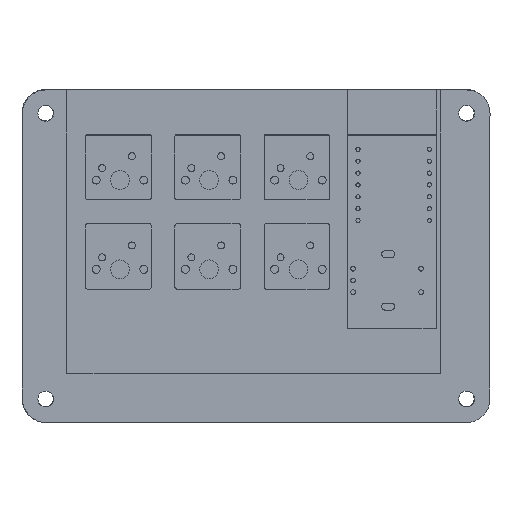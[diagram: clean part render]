
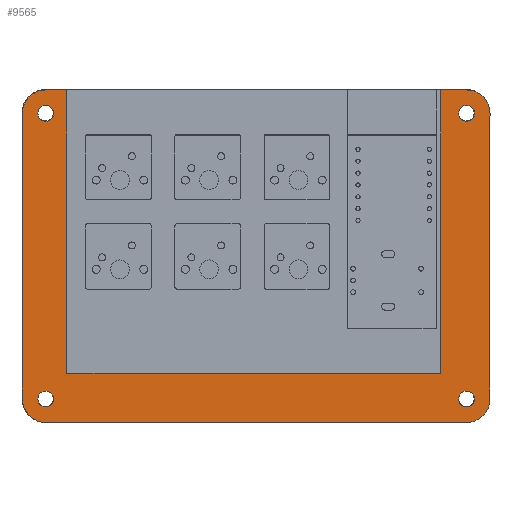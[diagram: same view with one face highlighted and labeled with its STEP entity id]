
A CAD part, top view. The second image highlights one B-rep face of the part: STEP entity #9565.
In plain terms, the highlighted planar face has unit normal (0, 0, 1).
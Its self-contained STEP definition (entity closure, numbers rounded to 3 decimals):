
#953=FACE_BOUND('',#1904,.T.);
#954=FACE_BOUND('',#1905,.T.);
#955=FACE_BOUND('',#1906,.T.);
#956=FACE_BOUND('',#1907,.T.);
#957=FACE_BOUND('',#1908,.T.);
#1103=CIRCLE('',#10218,5.);
#1136=CIRCLE('',#10254,5.);
#1137=CIRCLE('',#10257,5.);
#1138=CIRCLE('',#10259,5.);
#1139=CIRCLE('',#10262,1.7);
#1140=CIRCLE('',#10264,1.7);
#1141=CIRCLE('',#10266,1.7);
#1142=CIRCLE('',#10268,1.7);
#1272=FACE_OUTER_BOUND('',#1903,.T.);
#1903=EDGE_LOOP('',(#6871,#6872,#6873,#6874,#6875,#6876,#6877,#6878));
#1904=EDGE_LOOP('',(#6879));
#1905=EDGE_LOOP('',(#6880));
#1906=EDGE_LOOP('',(#6881));
#1907=EDGE_LOOP('',(#6882));
#1908=EDGE_LOOP('',(#6883,#6884,#6885,#6886,#6887,#6888));
#2469=LINE('',#12704,#3258);
#2503=LINE('',#12837,#3292);
#2507=LINE('',#12848,#3296);
#2514=LINE('',#12870,#3303);
#2515=LINE('',#12872,#3304);
#2516=LINE('',#12875,#3305);
#2517=LINE('',#12877,#3306);
#2518=LINE('',#12879,#3307);
#2519=LINE('',#12881,#3308);
#2520=LINE('',#12882,#3309);
#3258=VECTOR('',#10975,10.);
#3292=VECTOR('',#11079,10.);
#3296=VECTOR('',#11093,10.);
#3303=VECTOR('',#11118,10.);
#3304=VECTOR('',#11121,10.);
#3305=VECTOR('',#11124,10.);
#3306=VECTOR('',#11125,10.);
#3307=VECTOR('',#11126,10.);
#3308=VECTOR('',#11127,10.);
#3309=VECTOR('',#11128,10.);
#4088=VERTEX_POINT('',#12691);
#4089=VERTEX_POINT('',#12692);
#4093=VERTEX_POINT('',#12702);
#4155=VERTEX_POINT('',#12830);
#4156=VERTEX_POINT('',#12831);
#4157=VERTEX_POINT('',#12836);
#4158=VERTEX_POINT('',#12842);
#4159=VERTEX_POINT('',#12843);
#4160=VERTEX_POINT('',#12850);
#4161=VERTEX_POINT('',#12854);
#4162=VERTEX_POINT('',#12858);
#4163=VERTEX_POINT('',#12862);
#4164=VERTEX_POINT('',#12866);
#4165=VERTEX_POINT('',#12868);
#4166=VERTEX_POINT('',#12874);
#4167=VERTEX_POINT('',#12876);
#4168=VERTEX_POINT('',#12878);
#4169=VERTEX_POINT('',#12880);
#5117=EDGE_CURVE('',#4088,#4089,#1103,.T.);
#5123=EDGE_CURVE('',#4088,#4093,#2469,.T.);
#5186=EDGE_CURVE('',#4155,#4156,#1136,.T.);
#5189=EDGE_CURVE('',#4157,#4156,#2503,.T.);
#5191=EDGE_CURVE('',#4157,#4093,#1137,.T.);
#5192=EDGE_CURVE('',#4158,#4159,#1138,.T.);
#5195=EDGE_CURVE('',#4155,#4159,#2507,.T.);
#5196=EDGE_CURVE('',#4160,#4160,#1139,.T.);
#5199=EDGE_CURVE('',#4161,#4161,#1140,.T.);
#5201=EDGE_CURVE('',#4162,#4162,#1141,.T.);
#5202=EDGE_CURVE('',#4163,#4163,#1142,.T.);
#5206=EDGE_CURVE('',#4164,#4165,#2514,.T.);
#5207=EDGE_CURVE('',#4158,#4089,#2515,.T.);
#5208=EDGE_CURVE('',#4164,#4166,#2516,.T.);
#5209=EDGE_CURVE('',#4167,#4165,#2517,.T.);
#5210=EDGE_CURVE('',#4168,#4167,#2518,.T.);
#5211=EDGE_CURVE('',#4169,#4168,#2519,.T.);
#5212=EDGE_CURVE('',#4166,#4169,#2520,.T.);
#6871=ORIENTED_EDGE('',*,*,#5117,.F.);
#6872=ORIENTED_EDGE('',*,*,#5123,.T.);
#6873=ORIENTED_EDGE('',*,*,#5191,.F.);
#6874=ORIENTED_EDGE('',*,*,#5189,.T.);
#6875=ORIENTED_EDGE('',*,*,#5186,.F.);
#6876=ORIENTED_EDGE('',*,*,#5195,.T.);
#6877=ORIENTED_EDGE('',*,*,#5192,.F.);
#6878=ORIENTED_EDGE('',*,*,#5207,.T.);
#6879=ORIENTED_EDGE('',*,*,#5196,.T.);
#6880=ORIENTED_EDGE('',*,*,#5199,.T.);
#6881=ORIENTED_EDGE('',*,*,#5201,.T.);
#6882=ORIENTED_EDGE('',*,*,#5202,.T.);
#6883=ORIENTED_EDGE('',*,*,#5208,.F.);
#6884=ORIENTED_EDGE('',*,*,#5206,.T.);
#6885=ORIENTED_EDGE('',*,*,#5209,.F.);
#6886=ORIENTED_EDGE('',*,*,#5210,.F.);
#6887=ORIENTED_EDGE('',*,*,#5211,.F.);
#6888=ORIENTED_EDGE('',*,*,#5212,.F.);
#9315=PLANE('',#10271);
#9565=ADVANCED_FACE('',(#1272,#953,#954,#955,#956,#957),#9315,.T.);
#10218=AXIS2_PLACEMENT_3D('',#12693,#10965,#10966);
#10254=AXIS2_PLACEMENT_3D('',#12832,#11073,#11074);
#10257=AXIS2_PLACEMENT_3D('',#12840,#11083,#11084);
#10259=AXIS2_PLACEMENT_3D('',#12844,#11087,#11088);
#10262=AXIS2_PLACEMENT_3D('',#12851,#11096,#11097);
#10264=AXIS2_PLACEMENT_3D('',#12856,#11102,#11103);
#10266=AXIS2_PLACEMENT_3D('',#12860,#11107,#11108);
#10268=AXIS2_PLACEMENT_3D('',#12863,#11111,#11112);
#10271=AXIS2_PLACEMENT_3D('',#12873,#11122,#11123);
#10965=DIRECTION('center_axis',(0.,0.,-1.));
#10966=DIRECTION('ref_axis',(-0.707,-0.707,0.));
#10975=DIRECTION('',(1.,0.,0.));
#11073=DIRECTION('center_axis',(0.,0.,-1.));
#11074=DIRECTION('ref_axis',(0.707,0.707,0.));
#11079=DIRECTION('',(0.,1.,0.));
#11083=DIRECTION('center_axis',(0.,0.,-1.));
#11084=DIRECTION('ref_axis',(0.707,-0.707,0.));
#11087=DIRECTION('center_axis',(0.,0.,-1.));
#11088=DIRECTION('ref_axis',(-0.707,0.707,0.));
#11093=DIRECTION('',(-1.,0.,0.));
#11096=DIRECTION('center_axis',(0.,0.,-1.));
#11097=DIRECTION('ref_axis',(1.,0.,0.));
#11102=DIRECTION('center_axis',(0.,0.,-1.));
#11103=DIRECTION('ref_axis',(1.,0.,0.));
#11107=DIRECTION('center_axis',(0.,0.,-1.));
#11108=DIRECTION('ref_axis',(1.,0.,0.));
#11111=DIRECTION('center_axis',(0.,0.,-1.));
#11112=DIRECTION('ref_axis',(1.,0.,0.));
#11118=DIRECTION('',(-1.,0.,0.));
#11121=DIRECTION('',(0.,-1.,0.));
#11122=DIRECTION('center_axis',(0.,0.,1.));
#11123=DIRECTION('ref_axis',(1.,0.,0.));
#11124=DIRECTION('',(1.,0.,0.));
#11125=DIRECTION('',(1.,0.,0.));
#11126=DIRECTION('',(0.,-1.,0.));
#11127=DIRECTION('',(-1.,0.,0.));
#11128=DIRECTION('',(0.,1.,0.));
#12691=CARTESIAN_POINT('',(-26.719,-64.125,1.5));
#12692=CARTESIAN_POINT('',(-31.719,-59.125,1.5));
#12693=CARTESIAN_POINT('Origin',(-26.719,-59.125,1.5));
#12702=CARTESIAN_POINT('',(63.125,-64.125,1.5));
#12704=CARTESIAN_POINT('',(68.125,-64.125,1.5));
#12830=CARTESIAN_POINT('',(63.125,6.881,1.5));
#12831=CARTESIAN_POINT('',(68.125,1.881,1.5));
#12832=CARTESIAN_POINT('Origin',(63.125,1.881,1.5));
#12836=CARTESIAN_POINT('',(68.125,-59.125,1.5));
#12837=CARTESIAN_POINT('',(68.125,6.881,1.5));
#12840=CARTESIAN_POINT('Origin',(63.125,-59.125,1.5));
#12842=CARTESIAN_POINT('',(-31.719,1.881,1.5));
#12843=CARTESIAN_POINT('',(-26.719,6.881,1.5));
#12844=CARTESIAN_POINT('Origin',(-26.719,1.881,1.5));
#12848=CARTESIAN_POINT('',(-31.719,6.881,1.5));
#12850=CARTESIAN_POINT('',(61.425,1.881,1.5));
#12851=CARTESIAN_POINT('Origin',(63.125,1.881,1.5));
#12854=CARTESIAN_POINT('',(61.425,-59.125,1.5));
#12856=CARTESIAN_POINT('Origin',(63.125,-59.125,1.5));
#12858=CARTESIAN_POINT('',(-28.419,-59.125,1.5));
#12860=CARTESIAN_POINT('Origin',(-26.719,-59.125,1.5));
#12862=CARTESIAN_POINT('',(-28.419,1.881,1.5));
#12863=CARTESIAN_POINT('Origin',(-26.719,1.881,1.5));
#12866=CARTESIAN_POINT('',(-1.219,-64.125,1.5));
#12868=CARTESIAN_POINT('',(-20.219,-64.125,1.5));
#12870=CARTESIAN_POINT('',(58.625,-64.125,1.5));
#12872=CARTESIAN_POINT('',(-31.719,-64.125,1.5));
#12873=CARTESIAN_POINT('Origin',(18.203,-28.622,1.5));
#12874=CARTESIAN_POINT('',(58.625,-64.125,1.5));
#12875=CARTESIAN_POINT('',(8.492,-64.125,1.5));
#12876=CARTESIAN_POINT('',(-21.219,-64.125,1.5));
#12877=CARTESIAN_POINT('',(-1.508,-64.125,1.5));
#12878=CARTESIAN_POINT('',(-21.219,-3.594,1.5));
#12879=CARTESIAN_POINT('',(-21.219,-16.108,1.5));
#12880=CARTESIAN_POINT('',(58.625,-3.594,1.5));
#12881=CARTESIAN_POINT('',(38.414,-3.594,1.5));
#12882=CARTESIAN_POINT('',(58.625,-46.374,1.5));
